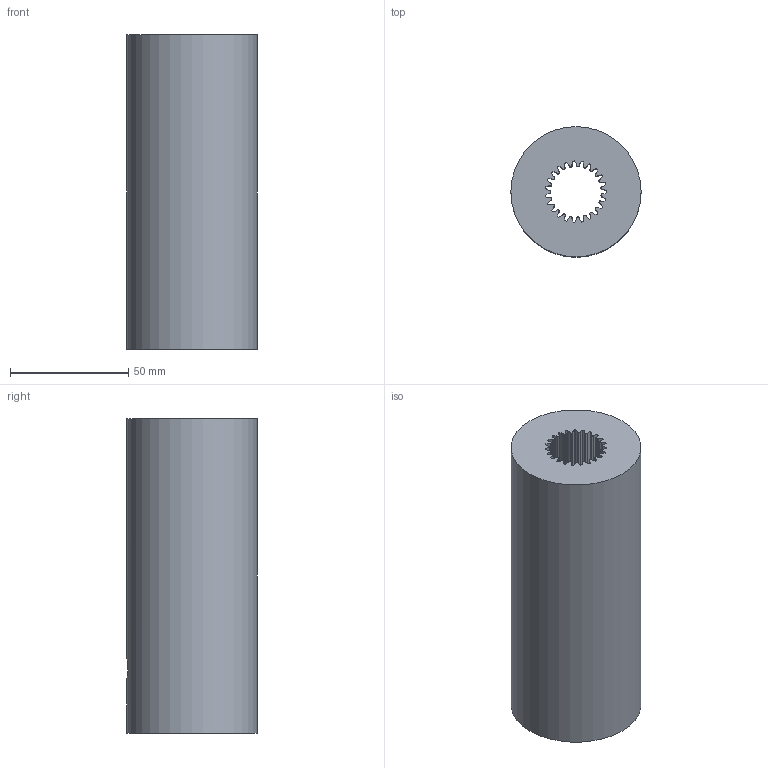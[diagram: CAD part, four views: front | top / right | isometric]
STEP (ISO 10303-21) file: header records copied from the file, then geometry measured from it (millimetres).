
FILE_DESCRIPTION(/* description */ (''),/* implementation_level */ '2;1');
FILE_NAME(/* name */ 'test spline v7.step',/* time_stamp */ '2020-04-28T14:55:12+02:00',/* author */ (''),/* organization */ (''),/* preprocessor_version */ 'ST-DEVELOPER v18.1',/* originating_system */ 'Autodesk Translation Framework v9.2.0.1227',/* authorisation */ '');
FILE_SCHEMA (('AUTOMOTIVE_DESIGN { 1 0 10303 214 3 1 1 }'));
Length unit declared in the file: millimetre
Products named in the file (2): test spline; Spur Gear (23 teeth)
Assembly tree (1 placements, depth 2):
  test spline
    Spur Gear (23 teeth)
Bounding box: 55 x 55 x 133 mm (x, y, z)
Volume: 234876.6 mm3; surface area: 44646.4 mm2
Topology: 1 solids, 1 shells, 208 faces, 616 edges, 410 vertices
Faces by surface type: cylinder 106, plane 53, bspline 49
Full cylindrical faces by diameter (mm): 8.526 x3, 10.198 x5, 55 x1
Entity records: 20756 total; most frequent: CARTESIAN_POINT 15422, ORIENTED_EDGE 1232, DIRECTION 1009, EDGE_CURVE 616, VERTEX_POINT 410, AXIS2_PLACEMENT_3D 355, LINE 299, VECTOR 299
